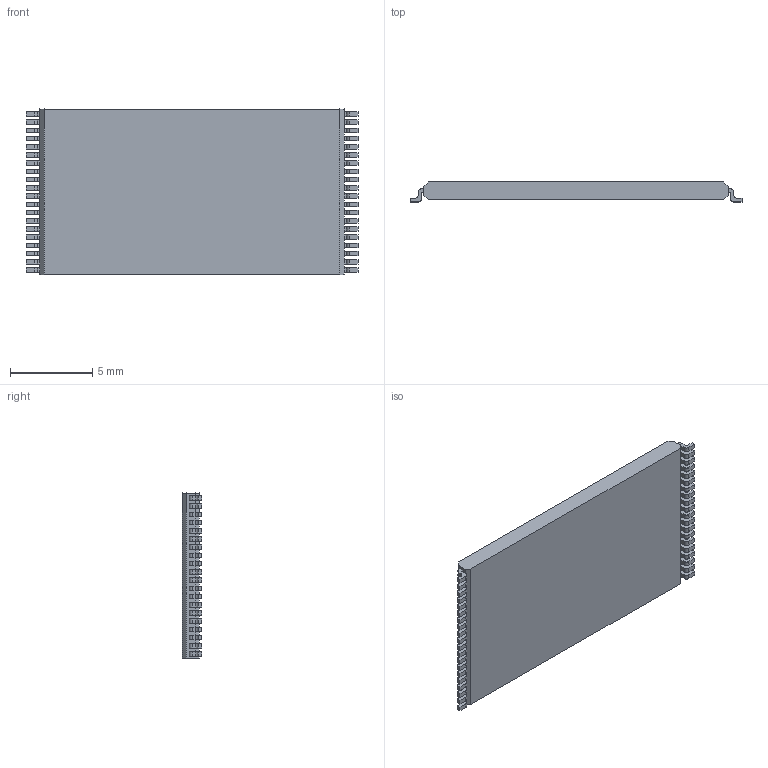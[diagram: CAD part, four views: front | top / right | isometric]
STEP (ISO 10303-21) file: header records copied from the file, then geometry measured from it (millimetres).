
FILE_DESCRIPTION (( 'STEP AP214' ), '1' );
FILE_NAME ('TS040.STEP', '2012-02-23T04:56:42', ( 'Lenovo User' ), ( 'Lenovo (Beijing) Limited' ), 'SwSTEP 2.0', 'SolidWorks 2011', '' );
FILE_SCHEMA (( 'AUTOMOTIVE_DESIGN' ));
Length unit declared in the file: millimetre
Products named in the file (1): TS040
Bounding box: 20.2 x 1.2 x 10.1 mm (x, y, z)
Volume: 198 mm3; surface area: 479.4 mm2
Topology: 1 solids, 1 shells, 514 faces, 1609 edges, 1159 vertices
Faces by surface type: plane 392, cylinder 122
Entity records: 19967 total; most frequent: CARTESIAN_POINT 5245, ORIENTED_EDGE 3218, DIRECTION 2746, EDGE_CURVE 1609, LINE 1228, VECTOR 1228, VERTEX_POINT 1159, AXIS2_PLACEMENT_3D 759
